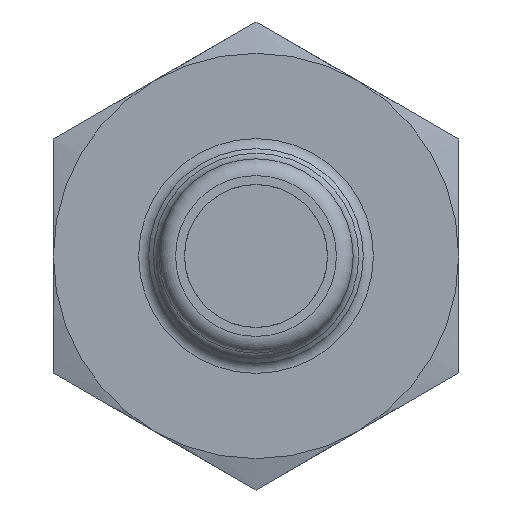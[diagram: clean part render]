
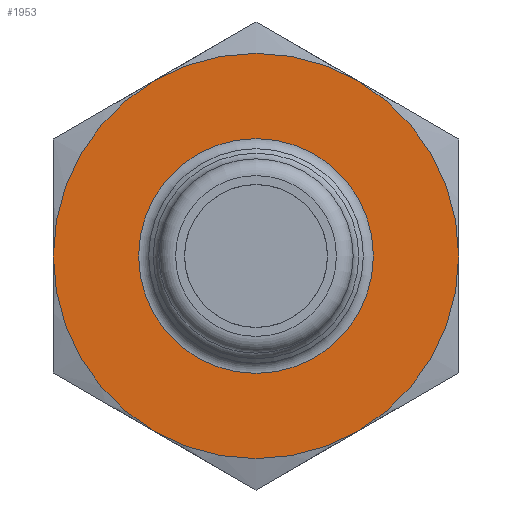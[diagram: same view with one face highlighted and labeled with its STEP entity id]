
A CAD part, left-side view. The second image highlights one B-rep face of the part: STEP entity #1953.
In plain terms, the highlighted planar face has unit normal (-1, 0, 0).
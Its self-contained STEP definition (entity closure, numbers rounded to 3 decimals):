
#1398=CARTESIAN_POINT('',(14.15,4.25,-7.361));
#1399=VERTEX_POINT('',#1398);
#1413=CARTESIAN_POINT('',(14.15,8.5,0.0));
#1414=VERTEX_POINT('',#1413);
#1415=CARTESIAN_POINT('',(14.15,0.0,0.0));
#1416=DIRECTION('',(1.0,0.0,0.0));
#1417=DIRECTION('',(0.0,1.0,0.0));
#1418=AXIS2_PLACEMENT_3D('',#1415,#1416,#1417);
#1419=CIRCLE('',#1418,8.5);
#1420=EDGE_CURVE('',#1399,#1414,#1419,.T.);
#1655=CARTESIAN_POINT('',(14.15,-4.25,-7.361));
#1656=VERTEX_POINT('',#1655);
#1670=CARTESIAN_POINT('',(14.15,0.0,0.0));
#1671=DIRECTION('',(1.0,0.0,0.0));
#1672=DIRECTION('',(0.0,1.0,0.0));
#1673=AXIS2_PLACEMENT_3D('',#1670,#1671,#1672);
#1674=CIRCLE('',#1673,8.5);
#1675=EDGE_CURVE('',#1656,#1399,#1674,.T.);
#1700=CARTESIAN_POINT('',(14.15,-8.5,0.));
#1701=VERTEX_POINT('',#1700);
#1715=CARTESIAN_POINT('',(14.15,0.0,0.0));
#1716=DIRECTION('',(1.0,0.0,0.0));
#1717=DIRECTION('',(0.0,1.0,0.0));
#1718=AXIS2_PLACEMENT_3D('',#1715,#1716,#1717);
#1719=CIRCLE('',#1718,8.5);
#1720=EDGE_CURVE('',#1701,#1656,#1719,.T.);
#1745=CARTESIAN_POINT('',(14.15,-4.25,7.361));
#1746=VERTEX_POINT('',#1745);
#1760=CARTESIAN_POINT('',(14.15,0.0,0.0));
#1761=DIRECTION('',(1.0,0.0,0.0));
#1762=DIRECTION('',(0.0,1.0,0.0));
#1763=AXIS2_PLACEMENT_3D('',#1760,#1761,#1762);
#1764=CIRCLE('',#1763,8.5);
#1765=EDGE_CURVE('',#1746,#1701,#1764,.T.);
#1790=CARTESIAN_POINT('',(14.15,4.25,7.361));
#1791=VERTEX_POINT('',#1790);
#1805=CARTESIAN_POINT('',(14.15,0.0,0.0));
#1806=DIRECTION('',(1.0,0.0,0.0));
#1807=DIRECTION('',(0.0,1.0,0.0));
#1808=AXIS2_PLACEMENT_3D('',#1805,#1806,#1807);
#1809=CIRCLE('',#1808,8.5);
#1810=EDGE_CURVE('',#1791,#1746,#1809,.T.);
#1834=CARTESIAN_POINT('',(14.15,0.0,0.0));
#1835=DIRECTION('',(1.0,0.0,0.0));
#1836=DIRECTION('',(0.0,1.0,0.0));
#1837=AXIS2_PLACEMENT_3D('',#1834,#1835,#1836);
#1838=CIRCLE('',#1837,8.5);
#1839=EDGE_CURVE('',#1414,#1791,#1838,.T.);
#1929=CARTESIAN_POINT('',(14.15,6.463,0.0));
#1930=DIRECTION('',(-1.0,0.0,0.0));
#1931=DIRECTION('',(0.0,0.0,1.0));
#1932=AXIS2_PLACEMENT_3D('',#1929,#1930,#1931);
#1933=PLANE('',#1932);
#1934=ORIENTED_EDGE('',*,*,#1839,.F.);
#1935=ORIENTED_EDGE('',*,*,#1420,.F.);
#1936=ORIENTED_EDGE('',*,*,#1675,.F.);
#1937=ORIENTED_EDGE('',*,*,#1720,.F.);
#1938=ORIENTED_EDGE('',*,*,#1765,.F.);
#1939=ORIENTED_EDGE('',*,*,#1810,.F.);
#1940=EDGE_LOOP('',(#1934,#1935,#1936,#1937,#1938,#1939));
#1941=FACE_OUTER_BOUND('',#1940,.T.);
#1942=CARTESIAN_POINT('',(14.15,4.925,0.));
#1943=VERTEX_POINT('',#1942);
#1944=CARTESIAN_POINT('',(14.15,0.0,0.0));
#1945=DIRECTION('',(-1.0,0.0,0.0));
#1946=DIRECTION('',(0.0,-1.0,0.0));
#1947=AXIS2_PLACEMENT_3D('',#1944,#1945,#1946);
#1948=CIRCLE('',#1947,4.925);
#1949=EDGE_CURVE('',#1943,#1943,#1948,.T.);
#1950=ORIENTED_EDGE('',*,*,#1949,.F.);
#1951=EDGE_LOOP('',(#1950));
#1952=FACE_BOUND('',#1951,.T.);
#1953=ADVANCED_FACE('',(#1941,#1952),#1933,.T.);
